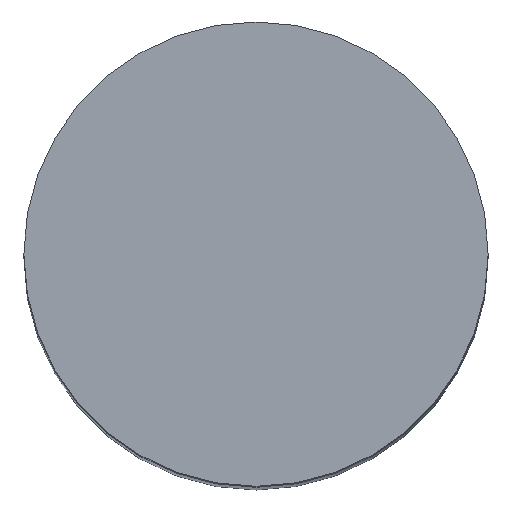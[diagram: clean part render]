
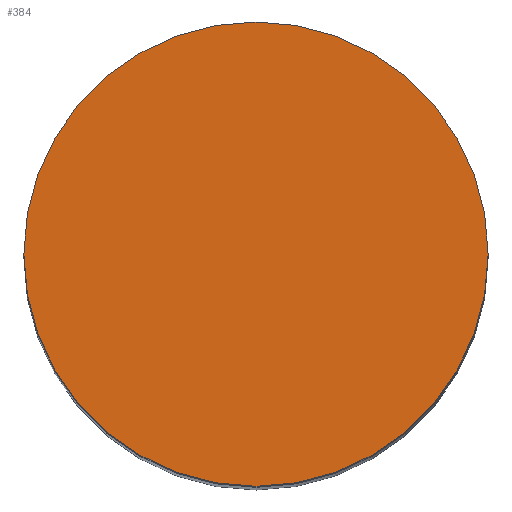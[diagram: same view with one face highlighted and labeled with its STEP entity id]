
A CAD part, top view. The second image highlights one B-rep face of the part: STEP entity #384.
In plain terms, the highlighted planar face has unit normal (0, 0, 1).
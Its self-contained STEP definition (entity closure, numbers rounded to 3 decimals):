
#153=CARTESIAN_POINT('',(0.,0.,55.));
#154=DIRECTION('',(0.,0.,1.));
#155=DIRECTION('',(1.,0.,0.));
#156=AXIS2_PLACEMENT_3D('',#153,#154,#155);
#158=CARTESIAN_POINT('',(0.,0.,55.));
#159=DIRECTION('',(0.,0.,1.));
#160=DIRECTION('',(-1.,0.,0.));
#161=AXIS2_PLACEMENT_3D('',#158,#159,#160);
#199=CARTESIAN_POINT('',(6.,0.,55.));
#200=CARTESIAN_POINT('',(-6.,0.,55.));
#201=VERTEX_POINT('',#199);
#202=VERTEX_POINT('',#200);
#373=CARTESIAN_POINT('',(0.,0.,55.));
#374=DIRECTION('',(0.,0.,1.));
#375=DIRECTION('',(1.,0.,0.));
#376=AXIS2_PLACEMENT_3D('',#373,#374,#375);
#377=PLANE('',#376);
#379=ORIENTED_EDGE('',*,*,#378,.F.);
#381=ORIENTED_EDGE('',*,*,#380,.F.);
#382=EDGE_LOOP('',(#379,#381));
#383=FACE_OUTER_BOUND('',#382,.F.);
#384=ADVANCED_FACE('',(#383),#377,.T.);
#157=CIRCLE('',#156,6.);
#162=CIRCLE('',#161,6.);
#378=EDGE_CURVE('',#201,#202,#157,.T.);
#380=EDGE_CURVE('',#202,#201,#162,.T.);
